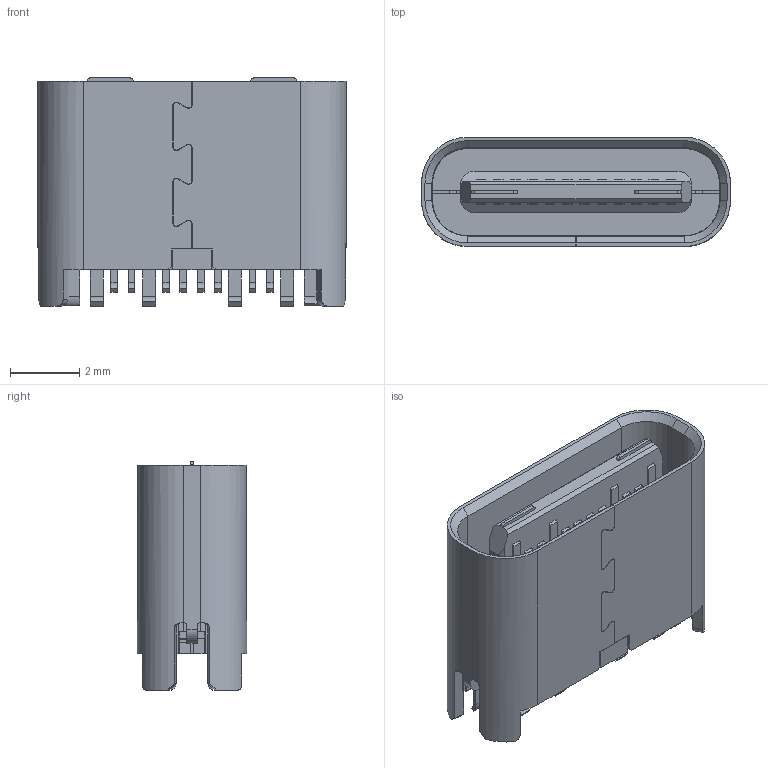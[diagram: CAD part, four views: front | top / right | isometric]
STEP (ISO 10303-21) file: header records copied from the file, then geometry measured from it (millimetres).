
FILE_DESCRIPTION((''),'2;1');
FILE_NAME('PRT0001','2017-03-17T',('Administrator'),(''),'PRO/ENGINEER BY PARAMETRIC TECHNOLOGY CORPORATION, 2010100','PRO/ENGINEER BY PARAMETRIC TECHNOLOGY CORPORATION, 2010100','');
FILE_SCHEMA(('AUTOMOTIVE_DESIGN_CC2 { 1 2 10303 214 -1 1 5 2 }'));
Length unit declared in the file: millimetre
Products named in the file (1): PRT0001
Bounding box: 8.94 x 3.16 x 6.6 mm (x, y, z)
Volume: 76.1 mm3; surface area: 383.1 mm2
Topology: 1 solids, 1 shells, 602 faces, 1707 edges, 1120 vertices
Faces by surface type: plane 450, cylinder 136, torus 8, bspline 4, cone 4
Entity records: 19677 total; most frequent: CARTESIAN_POINT 3801, ORIENTED_EDGE 3414, DIRECTION 3175, EDGE_CURVE 1707, VECTOR 1339, LINE 1339, VERTEX_POINT 1120, AXIS2_PLACEMENT_3D 918
